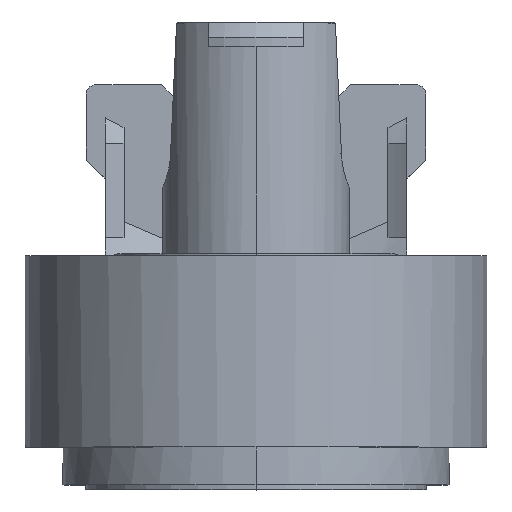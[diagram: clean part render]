
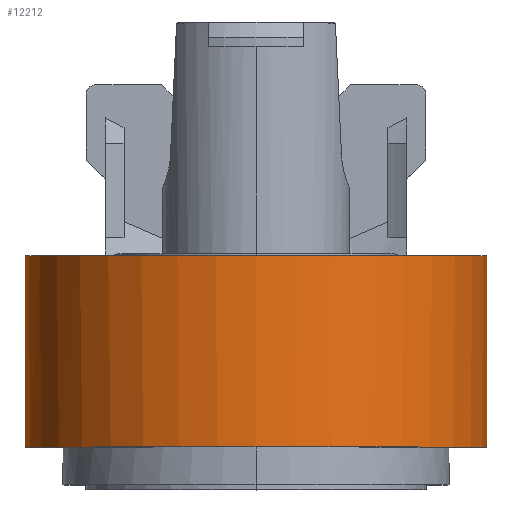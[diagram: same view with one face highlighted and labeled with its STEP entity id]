
A CAD part, top view. The second image highlights one B-rep face of the part: STEP entity #12212.
In plain terms, the highlighted cylindrical face has radius 12.25 mm (diameter 24.5 mm), a partial arc.
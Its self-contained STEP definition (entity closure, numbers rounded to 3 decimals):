
#9 = CARTESIAN_POINT ( 'NONE',  ( -7., -1.1, 2.447 ) ) ;
#610 = CARTESIAN_POINT ( 'NONE',  ( -3., -12.5, 0.623 ) ) ;
#647 = CARTESIAN_POINT ( 'NONE',  ( -4., -7., 0.921 ) ) ;
#656 = VERTEX_POINT ( 'NONE', #6841 ) ;
#668 = CARTESIAN_POINT ( 'NONE',  ( -8., -12.5, 3.223 ) ) ;
#768 = CARTESIAN_POINT ( 'NONE',  ( 0., -12.5, 12.5 ) ) ;
#826 = CARTESIAN_POINT ( 'NONE',  ( -3., -10.25, 0.623 ) ) ;
#847 = VECTOR ( 'NONE', #6307, 1000. ) ;
#963 = ORIENTED_EDGE ( 'NONE', *, *, #5038, .F. ) ;
#989 = VERTEX_POINT ( 'NONE', #6241 ) ;
#1083 = VERTEX_POINT ( 'NONE', #6723 ) ;
#1122 = VERTEX_POINT ( 'NONE', #2770 ) ;
#1192 = AXIS2_PLACEMENT_3D ( 'NONE', #5763, #5646, #10552 ) ;
#1310 = ORIENTED_EDGE ( 'NONE', *, *, #8760, .T. ) ;
#1329 = CARTESIAN_POINT ( 'NONE',  ( 8., -8.8, 3.223 ) ) ;
#1374 = CIRCLE ( 'NONE', #12348, 12.25 ) ;
#1375 = ORIENTED_EDGE ( 'NONE', *, *, #5640, .T. ) ;
#1448 = EDGE_LOOP ( 'NONE', ( #963, #10776, #1375, #7625, #4878, #9552, #1744, #2112, #11054, #2299, #8187, #1872, #6380, #9116, #1310, #3039 ) ) ;
#1574 = AXIS2_PLACEMENT_3D ( 'NONE', #4115, #7748, #6002 ) ;
#1613 = DIRECTION ( 'NONE',  ( 0., 1., 0. ) ) ;
#1666 = LINE ( 'NONE', #610, #2255 ) ;
#1680 = CIRCLE ( 'NONE', #3292, 12.25 ) ;
#1744 = ORIENTED_EDGE ( 'NONE', *, *, #3217, .T. ) ;
#1872 = ORIENTED_EDGE ( 'NONE', *, *, #10868, .F. ) ;
#1884 = EDGE_CURVE ( 'NONE', #8772, #656, #1680, .T. ) ;
#1944 = CYLINDRICAL_SURFACE ( 'NONE', #3209, 12.25 ) ;
#2030 = CARTESIAN_POINT ( 'NONE',  ( 8., -0.1, 3.223 ) ) ;
#2070 = VECTOR ( 'NONE', #8308, 1000. ) ;
#2112 = ORIENTED_EDGE ( 'NONE', *, *, #12178, .F. ) ;
#2255 = VECTOR ( 'NONE', #8177, 1000. ) ;
#2267 = CARTESIAN_POINT ( 'NONE',  ( 0., -10.25, 12.5 ) ) ;
#2299 = ORIENTED_EDGE ( 'NONE', *, *, #10266, .F. ) ;
#2307 = CARTESIAN_POINT ( 'NONE',  ( 3., -12.5, 0.623 ) ) ;
#2347 = CARTESIAN_POINT ( 'NONE',  ( -7., -8.8, 2.447 ) ) ;
#2437 = CARTESIAN_POINT ( 'NONE',  ( 0., -8.8, 12.5 ) ) ;
#2466 = VERTEX_POINT ( 'NONE', #1329 ) ;
#2468 = CARTESIAN_POINT ( 'NONE',  ( 8., -12.5, 3.223 ) ) ;
#2610 = LINE ( 'NONE', #7502, #2070 ) ;
#2701 = DIRECTION ( 'NONE',  ( 0., 1., 0. ) ) ;
#2770 = CARTESIAN_POINT ( 'NONE',  ( 4., -1.1, 0.921 ) ) ;
#2887 = EDGE_CURVE ( 'NONE', #3394, #2466, #4683, .T. ) ;
#2905 = DIRECTION ( 'NONE',  ( 0., -1., 0. ) ) ;
#3039 = ORIENTED_EDGE ( 'NONE', *, *, #5065, .F. ) ;
#3045 = CARTESIAN_POINT ( 'NONE',  ( 7., -8.8, 2.447 ) ) ;
#3169 = LINE ( 'NONE', #7808, #9979 ) ;
#3209 = AXIS2_PLACEMENT_3D ( 'NONE', #768, #7590, #7655 ) ;
#3217 = EDGE_CURVE ( 'NONE', #9183, #12253, #3371, .T. ) ;
#3292 = AXIS2_PLACEMENT_3D ( 'NONE', #8505, #9373, #5645 ) ;
#3371 = LINE ( 'NONE', #9241, #7977 ) ;
#3394 = VERTEX_POINT ( 'NONE', #3045 ) ;
#3786 = VERTEX_POINT ( 'NONE', #826 ) ;
#3859 = DIRECTION ( 'NONE',  ( 0., 1., 0. ) ) ;
#3873 = CARTESIAN_POINT ( 'NONE',  ( -4., -1.1, 0.921 ) ) ;
#4115 = CARTESIAN_POINT ( 'NONE',  ( 0., -7., 12.5 ) ) ;
#4197 = AXIS2_PLACEMENT_3D ( 'NONE', #2267, #11955, #11836 ) ;
#4366 = DIRECTION ( 'NONE',  ( -1., 0., 0. ) ) ;
#4648 = FACE_OUTER_BOUND ( 'NONE', #1448, .T. ) ;
#4682 = DIRECTION ( 'NONE',  ( 0., 0., 1. ) ) ;
#4683 = CIRCLE ( 'NONE', #11058, 12.25 ) ;
#4878 = ORIENTED_EDGE ( 'NONE', *, *, #11716, .F. ) ;
#4994 = CIRCLE ( 'NONE', #1192, 12.25 ) ;
#5038 = EDGE_CURVE ( 'NONE', #3394, #10201, #2610, .T. ) ;
#5054 = CARTESIAN_POINT ( 'NONE',  ( 4., -12.501, 0.921 ) ) ;
#5065 = EDGE_CURVE ( 'NONE', #10201, #1122, #5294, .T. ) ;
#5129 = VERTEX_POINT ( 'NONE', #3873 ) ;
#5294 = CIRCLE ( 'NONE', #12213, 12.25 ) ;
#5436 = LINE ( 'NONE', #668, #6008 ) ;
#5640 = EDGE_CURVE ( 'NONE', #2466, #8772, #11036, .T. ) ;
#5645 = DIRECTION ( 'NONE',  ( 0., 0., -1. ) ) ;
#5646 = DIRECTION ( 'NONE',  ( 0., -1., 0. ) ) ;
#5763 = CARTESIAN_POINT ( 'NONE',  ( 0., -8.8, 12.5 ) ) ;
#6002 = DIRECTION ( 'NONE',  ( -1., 0., 0. ) ) ;
#6008 = VECTOR ( 'NONE', #6731, 1000. ) ;
#6241 = CARTESIAN_POINT ( 'NONE',  ( 3., -7., 0.623 ) ) ;
#6259 = CARTESIAN_POINT ( 'NONE',  ( 0., -7., 12.5 ) ) ;
#6274 = DIRECTION ( 'NONE',  ( 0., -1., 0. ) ) ;
#6307 = DIRECTION ( 'NONE',  ( 0., 1., 0. ) ) ;
#6380 = ORIENTED_EDGE ( 'NONE', *, *, #9705, .F. ) ;
#6585 = EDGE_CURVE ( 'NONE', #3786, #1083, #1666, .T. ) ;
#6723 = CARTESIAN_POINT ( 'NONE',  ( -3., -7., 0.623 ) ) ;
#6731 = DIRECTION ( 'NONE',  ( 0., 1., 0. ) ) ;
#6841 = CARTESIAN_POINT ( 'NONE',  ( -8., -0.1, 3.223 ) ) ;
#6871 = DIRECTION ( 'NONE',  ( 0., 1., 0. ) ) ;
#7502 = CARTESIAN_POINT ( 'NONE',  ( 7., -12.501, 2.447 ) ) ;
#7505 = VERTEX_POINT ( 'NONE', #11949 ) ;
#7581 = CIRCLE ( 'NONE', #4197, 12.25 ) ;
#7590 = DIRECTION ( 'NONE',  ( 0., -1., 0. ) ) ;
#7625 = ORIENTED_EDGE ( 'NONE', *, *, #1884, .T. ) ;
#7655 = DIRECTION ( 'NONE',  ( 0., 0., -1. ) ) ;
#7748 = DIRECTION ( 'NONE',  ( 0., 1., 0. ) ) ;
#7808 = CARTESIAN_POINT ( 'NONE',  ( -4., -12.501, 0.921 ) ) ;
#7937 = VERTEX_POINT ( 'NONE', #9216 ) ;
#7977 = VECTOR ( 'NONE', #1613, 1000. ) ;
#8177 = DIRECTION ( 'NONE',  ( 0., 1., 0. ) ) ;
#8187 = ORIENTED_EDGE ( 'NONE', *, *, #6585, .F. ) ;
#8196 = DIRECTION ( 'NONE',  ( 0., 0., 1. ) ) ;
#8239 = VERTEX_POINT ( 'NONE', #8387 ) ;
#8308 = DIRECTION ( 'NONE',  ( 0., 1., 0. ) ) ;
#8387 = CARTESIAN_POINT ( 'NONE',  ( 4., -7., 0.921 ) ) ;
#8466 = DIRECTION ( 'NONE',  ( 0., 0., 1. ) ) ;
#8505 = CARTESIAN_POINT ( 'NONE',  ( 0., -0.1, 12.5 ) ) ;
#8720 = LINE ( 'NONE', #2307, #8781 ) ;
#8760 = EDGE_CURVE ( 'NONE', #8239, #1122, #9604, .T. ) ;
#8772 = VERTEX_POINT ( 'NONE', #2030 ) ;
#8781 = VECTOR ( 'NONE', #2905, 1000. ) ;
#8799 = AXIS2_PLACEMENT_3D ( 'NONE', #10258, #2701, #8466 ) ;
#9115 = EDGE_CURVE ( 'NONE', #8239, #989, #9751, .T. ) ;
#9116 = ORIENTED_EDGE ( 'NONE', *, *, #9115, .F. ) ;
#9183 = VERTEX_POINT ( 'NONE', #2347 ) ;
#9216 = CARTESIAN_POINT ( 'NONE',  ( 3., -10.25, 0.623 ) ) ;
#9241 = CARTESIAN_POINT ( 'NONE',  ( -7., -12.501, 2.447 ) ) ;
#9373 = DIRECTION ( 'NONE',  ( 0., -1., 0. ) ) ;
#9552 = ORIENTED_EDGE ( 'NONE', *, *, #9882, .T. ) ;
#9604 = LINE ( 'NONE', #5054, #11138 ) ;
#9705 = EDGE_CURVE ( 'NONE', #989, #7937, #8720, .T. ) ;
#9751 = CIRCLE ( 'NONE', #1574, 12.25 ) ;
#9882 = EDGE_CURVE ( 'NONE', #7505, #9183, #4994, .T. ) ;
#9979 = VECTOR ( 'NONE', #6871, 1000. ) ;
#10048 = DIRECTION ( 'NONE',  ( 0., 1., 0. ) ) ;
#10201 = VERTEX_POINT ( 'NONE', #12046 ) ;
#10258 = CARTESIAN_POINT ( 'NONE',  ( 0., -1.1, 12.5 ) ) ;
#10266 = EDGE_CURVE ( 'NONE', #1083, #10873, #1374, .T. ) ;
#10552 = DIRECTION ( 'NONE',  ( 0., 0., 1. ) ) ;
#10776 = ORIENTED_EDGE ( 'NONE', *, *, #2887, .T. ) ;
#10868 = EDGE_CURVE ( 'NONE', #7937, #3786, #7581, .T. ) ;
#10873 = VERTEX_POINT ( 'NONE', #647 ) ;
#11036 = LINE ( 'NONE', #2468, #847 ) ;
#11054 = ORIENTED_EDGE ( 'NONE', *, *, #11585, .F. ) ;
#11058 = AXIS2_PLACEMENT_3D ( 'NONE', #2437, #6274, #8196 ) ;
#11107 = CARTESIAN_POINT ( 'NONE',  ( 0., -1.1, 12.5 ) ) ;
#11138 = VECTOR ( 'NONE', #3859, 1000. ) ;
#11175 = CIRCLE ( 'NONE', #8799, 12.25 ) ;
#11585 = EDGE_CURVE ( 'NONE', #10873, #5129, #3169, .T. ) ;
#11716 = EDGE_CURVE ( 'NONE', #7505, #656, #5436, .T. ) ;
#11836 = DIRECTION ( 'NONE',  ( 0., 0., -1. ) ) ;
#11949 = CARTESIAN_POINT ( 'NONE',  ( -8., -8.8, 3.223 ) ) ;
#11955 = DIRECTION ( 'NONE',  ( 0., -1., 0. ) ) ;
#12046 = CARTESIAN_POINT ( 'NONE',  ( 7., -1.1, 2.447 ) ) ;
#12052 = DIRECTION ( 'NONE',  ( 0., 1., 0. ) ) ;
#12178 = EDGE_CURVE ( 'NONE', #5129, #12253, #11175, .T. ) ;
#12212 = ADVANCED_FACE ( 'NONE', ( #4648 ), #1944, .T. ) ;
#12213 = AXIS2_PLACEMENT_3D ( 'NONE', #11107, #12052, #4682 ) ;
#12253 = VERTEX_POINT ( 'NONE', #9 ) ;
#12348 = AXIS2_PLACEMENT_3D ( 'NONE', #6259, #10048, #4366 ) ;
